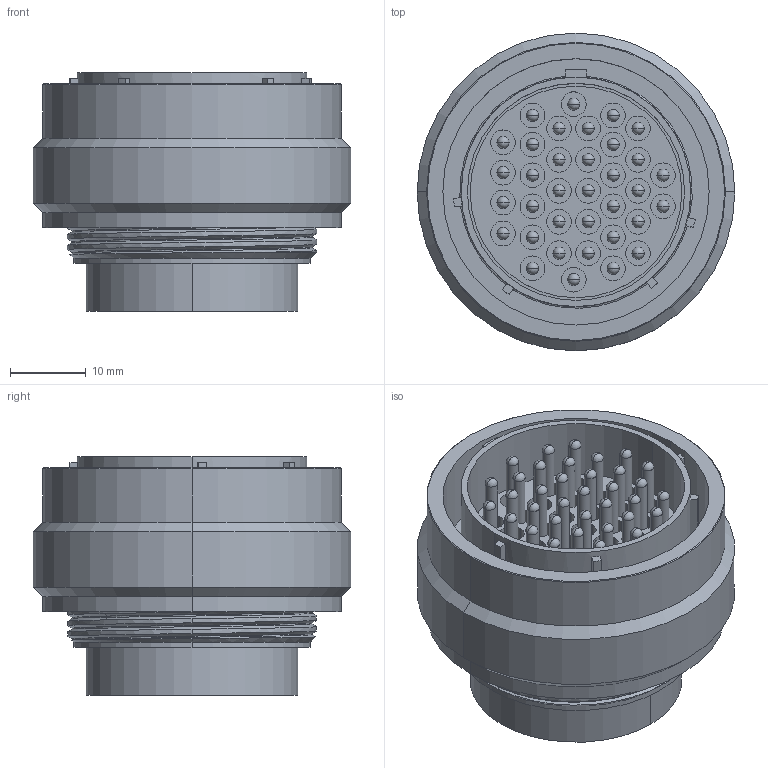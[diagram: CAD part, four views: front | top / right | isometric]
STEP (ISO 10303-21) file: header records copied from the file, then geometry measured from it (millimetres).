
FILE_DESCRIPTION((''),'2;1');
FILE_NAME('UT062235P-CAT_SW_ASM','2010-12-07T',('Gsineau'),(''),'PRO/ENGINEER BY PARAMETRIC TECHNOLOGY CORPORATION, 2010140','PRO/ENGINEER BY PARAMETRIC TECHNOLOGY CORPORATION, 2010140','');
FILE_SCHEMA(('CONFIG_CONTROL_DESIGN'));
Length unit declared in the file: inch
Products named in the file (1): UT062235P-CAT_SW_ASM
Bounding box: 42 x 42 x 31.52 mm (x, y, z)
Volume: 22890.8 mm3; surface area: 16071.4 mm2
Topology: 1 solids, 1 shells, 442 faces, 991 edges, 595 vertices
Faces by surface type: cylinder 249, plane 96, sphere 70, torus 11, cone 10, bspline 6
Entity records: 13969 total; most frequent: CARTESIAN_POINT 3991, DIRECTION 2337, ORIENTED_EDGE 1842, AXIS2_PLACEMENT_3D 1021, EDGE_CURVE 921, VERTEX_POINT 595, CIRCLE 584, EDGE_LOOP 556
